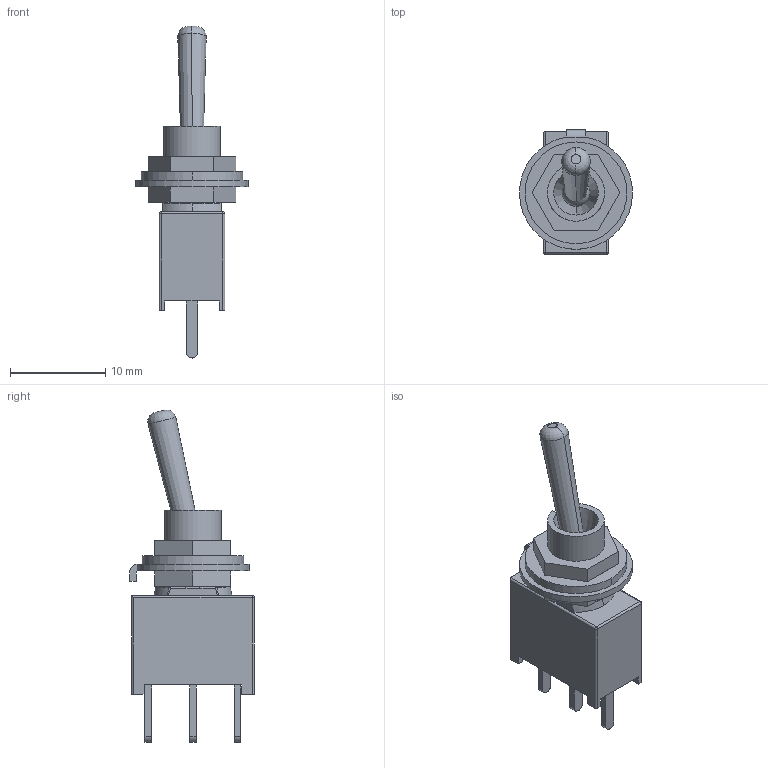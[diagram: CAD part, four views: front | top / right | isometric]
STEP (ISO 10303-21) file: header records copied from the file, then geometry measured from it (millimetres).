
FILE_DESCRIPTION(('FreeCAD Model'),'2;1');
FILE_NAME('Òóìáëåð PST-121A_IP67_sp.step', '2019-08-02T17:19:55',('kicad StepUp'),('ksu MCAD'), 'Open CASCADE STEP processor 6.8','FreeCAD','Unknown');
FILE_SCHEMA(('AUTOMOTIVE_DESIGN_CC2 { 1 2 10303 214 -1 1 5 4 }'));
Length unit declared in the file: millimetre
Products named in the file (1): 秜憼錼禬PST-121A_IP67_sp
Bounding box: 11.9 x 13.1 x 34.94 mm (x, y, z)
Volume: 1344.9 mm3; surface area: 1289.1 mm2
Topology: 1 solids, 1 shells, 169 faces, 432 edges, 268 vertices
Faces by surface type: plane 93, cylinder 48, sphere 10, cone 7, bspline 6, torus 3, revolution 2
Entity records: 6490 total; most frequent: CARTESIAN_POINT 1199, DIRECTION 862, ORIENTED_EDGE 852, EDGE_CURVE 426, AXIS2_PLACEMENT_3D 298, VERTEX_POINT 268, LINE 264, VECTOR 264
